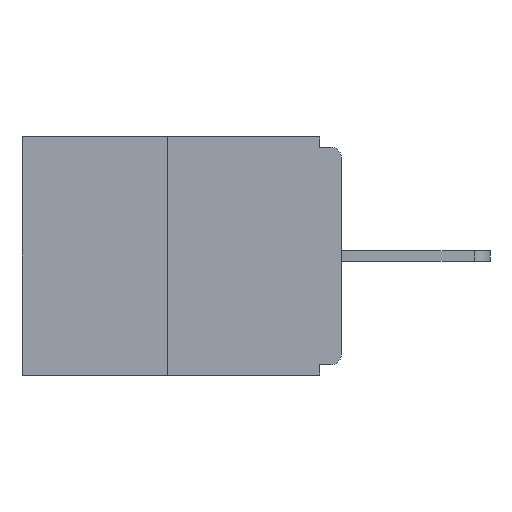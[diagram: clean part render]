
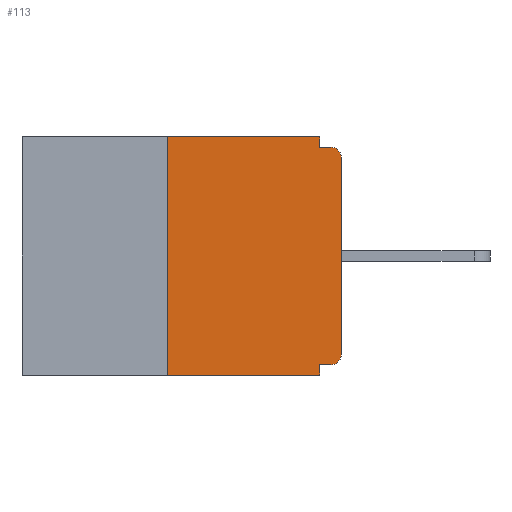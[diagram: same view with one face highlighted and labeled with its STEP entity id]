
A CAD part, left-side view. The second image highlights one B-rep face of the part: STEP entity #113.
In plain terms, the highlighted planar face has unit normal (-1, 0, 0).
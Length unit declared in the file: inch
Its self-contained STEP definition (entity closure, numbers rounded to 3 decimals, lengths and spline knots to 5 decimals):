
#6 = EDGE_CURVE ( 'NONE', #12677, #4523, #10883, .T. ) ;
#46 = DIRECTION ( 'NONE',  ( -1., 0., 0. ) ) ;
#97 = DIRECTION ( 'NONE',  ( 0., -1., 0. ) ) ;
#113 = ADVANCED_FACE ( 'NONE', ( #2498 ), #13856, .F. ) ;
#162 = CARTESIAN_POINT ( 'NONE',  ( 0., 0.25, -0.343 ) ) ;
#193 = CARTESIAN_POINT ( 'NONE',  ( 0., 0.015, -0.015 ) ) ;
#386 = ORIENTED_EDGE ( 'NONE', *, *, #13974, .F. ) ;
#510 = LINE ( 'NONE', #8697, #6292 ) ;
#577 = ORIENTED_EDGE ( 'NONE', *, *, #7482, .T. ) ;
#825 = EDGE_CURVE ( 'NONE', #12677, #7485, #8163, .T. ) ;
#918 = LINE ( 'NONE', #6733, #3992 ) ;
#1226 = CARTESIAN_POINT ( 'NONE',  ( 0., 0.46, 0. ) ) ;
#1260 = CIRCLE ( 'NONE', #5274, 0.015 ) ;
#1408 = CARTESIAN_POINT ( 'NONE',  ( 0., 0., -0.015 ) ) ;
#1624 = LINE ( 'NONE', #11785, #5425 ) ;
#1899 = LINE ( 'NONE', #1408, #10506 ) ;
#1916 = VERTEX_POINT ( 'NONE', #11332 ) ;
#2261 = LINE ( 'NONE', #11603, #8309 ) ;
#2286 = CARTESIAN_POINT ( 'NONE',  ( 0., 0., -0.03 ) ) ;
#2498 = FACE_OUTER_BOUND ( 'NONE', #3710, .T. ) ;
#3548 = CARTESIAN_POINT ( 'NONE',  ( 0., 0.25, 0. ) ) ;
#3562 = CARTESIAN_POINT ( 'NONE',  ( 0., 0., -0.313 ) ) ;
#3710 = EDGE_LOOP ( 'NONE', ( #386, #6517, #12267, #14108, #9336, #577, #4023, #10318, #7773, #5473 ) ) ;
#3992 = VECTOR ( 'NONE', #9008, 39.37008 ) ;
#4023 = ORIENTED_EDGE ( 'NONE', *, *, #9418, .T. ) ;
#4523 = VERTEX_POINT ( 'NONE', #10526 ) ;
#4893 = DIRECTION ( 'NONE',  ( 0., -1., 0. ) ) ;
#5177 = EDGE_CURVE ( 'NONE', #11735, #8224, #1260, .T. ) ;
#5274 = AXIS2_PLACEMENT_3D ( 'NONE', #12031, #11539, #13132 ) ;
#5425 = VECTOR ( 'NONE', #9684, 39.37008 ) ;
#5473 = ORIENTED_EDGE ( 'NONE', *, *, #12943, .F. ) ;
#5530 = VECTOR ( 'NONE', #7195, 39.37008 ) ;
#6041 = AXIS2_PLACEMENT_3D ( 'NONE', #6975, #46, #8104 ) ;
#6292 = VECTOR ( 'NONE', #9771, 39.37008 ) ;
#6517 = ORIENTED_EDGE ( 'NONE', *, *, #825, .F. ) ;
#6733 = CARTESIAN_POINT ( 'NONE',  ( 0., 0., -0.328 ) ) ;
#6780 = VERTEX_POINT ( 'NONE', #9071 ) ;
#6975 = CARTESIAN_POINT ( 'NONE',  ( 0., 0.015, -0.313 ) ) ;
#7195 = DIRECTION ( 'NONE',  ( 0., 0., 1. ) ) ;
#7227 = CARTESIAN_POINT ( 'NONE',  ( 0., 0.25, 0. ) ) ;
#7482 = EDGE_CURVE ( 'NONE', #7656, #8862, #12629, .T. ) ;
#7485 = VERTEX_POINT ( 'NONE', #3548 ) ;
#7656 = VERTEX_POINT ( 'NONE', #9457 ) ;
#7773 = ORIENTED_EDGE ( 'NONE', *, *, #8983, .F. ) ;
#8031 = VECTOR ( 'NONE', #97, 39.37008 ) ;
#8104 = DIRECTION ( 'NONE',  ( 0., 0., -1. ) ) ;
#8163 = LINE ( 'NONE', #7227, #5530 ) ;
#8224 = VERTEX_POINT ( 'NONE', #193 ) ;
#8309 = VECTOR ( 'NONE', #12625, 39.37008 ) ;
#8697 = CARTESIAN_POINT ( 'NONE',  ( 0., 0.031, -0.343 ) ) ;
#8760 = LINE ( 'NONE', #1226, #11885 ) ;
#8862 = VERTEX_POINT ( 'NONE', #3562 ) ;
#8983 = EDGE_CURVE ( 'NONE', #6780, #8224, #1899, .T. ) ;
#9008 = DIRECTION ( 'NONE',  ( 0., 1., 0. ) ) ;
#9071 = CARTESIAN_POINT ( 'NONE',  ( 0., 0.031, -0.015 ) ) ;
#9217 = DIRECTION ( 'NONE',  ( 0., -1., 0. ) ) ;
#9336 = ORIENTED_EDGE ( 'NONE', *, *, #12460, .F. ) ;
#9418 = EDGE_CURVE ( 'NONE', #8862, #11735, #2261, .T. ) ;
#9457 = CARTESIAN_POINT ( 'NONE',  ( 0., 0.015, -0.328 ) ) ;
#9684 = DIRECTION ( 'NONE',  ( 0., 0., -1. ) ) ;
#9771 = DIRECTION ( 'NONE',  ( 0., 0., -1. ) ) ;
#10318 = ORIENTED_EDGE ( 'NONE', *, *, #5177, .T. ) ;
#10506 = VECTOR ( 'NONE', #4893, 39.37008 ) ;
#10526 = CARTESIAN_POINT ( 'NONE',  ( 0., 0.031, -0.343 ) ) ;
#10883 = LINE ( 'NONE', #13571, #8031 ) ;
#11083 = AXIS2_PLACEMENT_3D ( 'NONE', #13886, #13813, #13033 ) ;
#11332 = CARTESIAN_POINT ( 'NONE',  ( 0., 0.031, 0. ) ) ;
#11539 = DIRECTION ( 'NONE',  ( -1., 0., 0. ) ) ;
#11603 = CARTESIAN_POINT ( 'NONE',  ( 0., 0., 0. ) ) ;
#11735 = VERTEX_POINT ( 'NONE', #2286 ) ;
#11785 = CARTESIAN_POINT ( 'NONE',  ( 0., 0.031, 0. ) ) ;
#11885 = VECTOR ( 'NONE', #9217, 39.37008 ) ;
#12031 = CARTESIAN_POINT ( 'NONE',  ( 0., 0.015, -0.03 ) ) ;
#12205 = CARTESIAN_POINT ( 'NONE',  ( 0., 0.031, -0.328 ) ) ;
#12267 = ORIENTED_EDGE ( 'NONE', *, *, #6, .T. ) ;
#12460 = EDGE_CURVE ( 'NONE', #7656, #12501, #918, .T. ) ;
#12501 = VERTEX_POINT ( 'NONE', #12205 ) ;
#12625 = DIRECTION ( 'NONE',  ( 0., 0., 1. ) ) ;
#12629 = CIRCLE ( 'NONE', #6041, 0.015 ) ;
#12677 = VERTEX_POINT ( 'NONE', #162 ) ;
#12943 = EDGE_CURVE ( 'NONE', #1916, #6780, #1624, .T. ) ;
#13033 = DIRECTION ( 'NONE',  ( 0., 0., -1. ) ) ;
#13132 = DIRECTION ( 'NONE',  ( 0., 0., -1. ) ) ;
#13571 = CARTESIAN_POINT ( 'NONE',  ( 0., 0.46, -0.343 ) ) ;
#13609 = EDGE_CURVE ( 'NONE', #12501, #4523, #510, .T. ) ;
#13813 = DIRECTION ( 'NONE',  ( 1., 0., 0. ) ) ;
#13856 = PLANE ( 'NONE',  #11083 ) ;
#13886 = CARTESIAN_POINT ( 'NONE',  ( 0., 0.46, 0. ) ) ;
#13974 = EDGE_CURVE ( 'NONE', #7485, #1916, #8760, .T. ) ;
#14108 = ORIENTED_EDGE ( 'NONE', *, *, #13609, .F. ) ;
